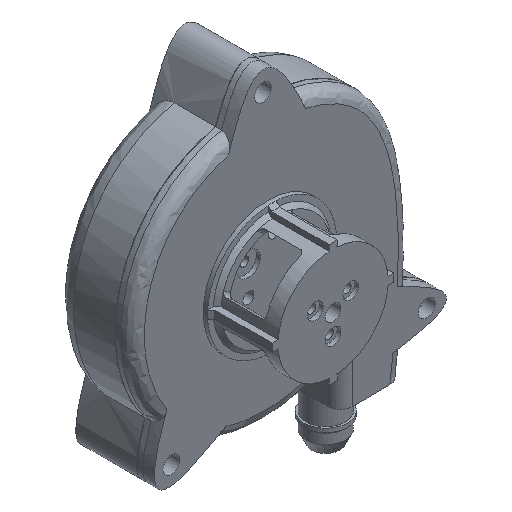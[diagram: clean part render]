
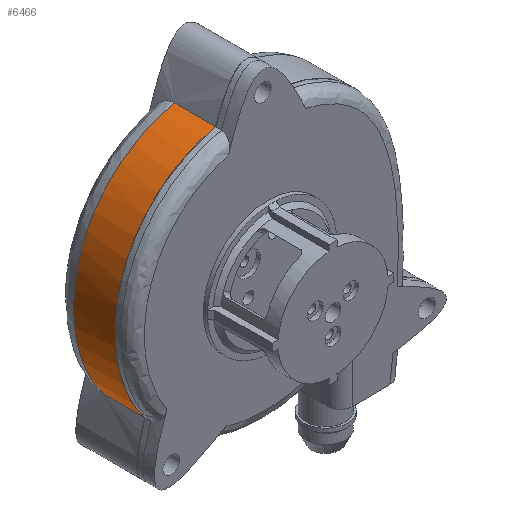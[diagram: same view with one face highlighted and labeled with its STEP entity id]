
A CAD part, isometric view. The second image highlights one B-rep face of the part: STEP entity #6466.
In plain terms, the highlighted free-form (B-spline) face has degree [3, 1] with [40, 2] control points.
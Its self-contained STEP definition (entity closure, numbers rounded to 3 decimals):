
#51=B_SPLINE_SURFACE_WITH_KNOTS('',3,1,((#16996,#16997),(#16998,#16999),
(#17000,#17001),(#17002,#17003),(#17004,#17005),(#17006,#17007),(#17008,
#17009),(#17010,#17011),(#17012,#17013),(#17014,#17015),(#17016,#17017),
(#17018,#17019),(#17020,#17021),(#17022,#17023),(#17024,#17025),(#17026,
#17027),(#17028,#17029),(#17030,#17031),(#17032,#17033),(#17034,#17035),
(#17036,#17037),(#17038,#17039),(#17040,#17041),(#17042,#17043),(#17044,
#17045),(#17046,#17047),(#17048,#17049),(#17050,#17051),(#17052,#17053),
(#17054,#17055),(#17056,#17057),(#17058,#17059),(#17060,#17061),(#17062,
#17063),(#17064,#17065),(#17066,#17067),(#17068,#17069),(#17070,#17071),
(#17072,#17073),(#17074,#17075)),.UNSPECIFIED.,.F.,.F.,.F.,(4,3,3,3,3,3,
3,3,3,3,3,3,3,4),(2,2),(-0.007,0.,0.125,0.227,
0.303,0.378,0.456,0.518,
0.582,0.665,0.735,0.811,
0.898,0.973),(-1.7,0.3),.UNSPECIFIED.);
#382=LINE('',#17077,#773);
#383=LINE('',#17095,#774);
#773=VECTOR('',#7721,10.);
#774=VECTOR('',#7722,10.);
#1310=FACE_OUTER_BOUND('',#1688,.T.);
#1688=EDGE_LOOP('',(#5037,#5038,#5039,#5040));
#2114=B_SPLINE_CURVE_WITH_KNOTS('',3,(#16951,#16952,#16953,#16954,#16955,
#16956,#16957,#16958,#16959,#16960,#16961,#16962,#16963,#16964,#16965),
 .UNSPECIFIED.,.F.,.F.,(4,2,1,2,1,2,1,2,4),(-5.872,-4.632,
-3.888,-2.896,-2.347,-1.615,
-0.913,-0.386,0.),
 .UNSPECIFIED.);
#2117=B_SPLINE_CURVE_WITH_KNOTS('',3,(#17079,#17080,#17081,#17082,#17083,
#17084,#17085,#17086,#17087,#17088,#17089,#17090,#17091,#17092,#17093,#17094),
 .UNSPECIFIED.,.F.,.F.,(4,3,3,3,3,4),(-5.275,-4.133,
-2.629,-1.474,-0.348,0.),
 .UNSPECIFIED.);
#2854=VERTEX_POINT('',#16935);
#2855=VERTEX_POINT('',#16950);
#2857=VERTEX_POINT('',#17076);
#2858=VERTEX_POINT('',#17078);
#3653=EDGE_CURVE('',#2854,#2855,#2114,.T.);
#3656=EDGE_CURVE('',#2854,#2857,#382,.T.);
#3657=EDGE_CURVE('',#2857,#2858,#2117,.T.);
#3658=EDGE_CURVE('',#2858,#2855,#383,.T.);
#5037=ORIENTED_EDGE('',*,*,#3653,.F.);
#5038=ORIENTED_EDGE('',*,*,#3656,.T.);
#5039=ORIENTED_EDGE('',*,*,#3657,.T.);
#5040=ORIENTED_EDGE('',*,*,#3658,.T.);
#6466=ADVANCED_FACE('',(#1310),#51,.T.);
#7721=DIRECTION('',(0.,-1.,0.));
#7722=DIRECTION('',(0.,1.,0.));
#16935=CARTESIAN_POINT('',(-26.874,11.,-20.151));
#16950=CARTESIAN_POINT('',(-8.904,11.,34.89));
#16951=CARTESIAN_POINT('Ctrl Pts',(-26.874,11.,-20.151));
#16952=CARTESIAN_POINT('Ctrl Pts',(-29.911,11.,-16.313));
#16953=CARTESIAN_POINT('Ctrl Pts',(-32.026,11.,-11.888));
#16954=CARTESIAN_POINT('Ctrl Pts',(-33.967,11.,-4.402));
#16955=CARTESIAN_POINT('Ctrl Pts',(-34.879,11.,2.222));
#16956=CARTESIAN_POINT('Ctrl Pts',(-34.087,11.,8.992));
#16957=CARTESIAN_POINT('Ctrl Pts',(-32.382,11.,14.779));
#16958=CARTESIAN_POINT('Ctrl Pts',(-30.467,11.,19.527));
#16959=CARTESIAN_POINT('Ctrl Pts',(-27.489,11.,23.723));
#16960=CARTESIAN_POINT('Ctrl Pts',(-23.443,11.,27.892));
#16961=CARTESIAN_POINT('Ctrl Pts',(-19.486,11.,30.913));
#16962=CARTESIAN_POINT('Ctrl Pts',(-15.123,11.,32.929));
#16963=CARTESIAN_POINT('Ctrl Pts',(-11.775,11.,34.138));
#16964=CARTESIAN_POINT('Ctrl Pts',(-10.341,11.,34.556));
#16965=CARTESIAN_POINT('Ctrl Pts',(-8.904,11.,34.89));
#16996=CARTESIAN_POINT('Ctrl Pts',(33.961,16.,-39.606));
#16997=CARTESIAN_POINT('Ctrl Pts',(33.961,-4.,-39.606));
#16998=CARTESIAN_POINT('Ctrl Pts',(34.07,16.,-38.73));
#16999=CARTESIAN_POINT('Ctrl Pts',(34.07,-4.,-38.73));
#17000=CARTESIAN_POINT('Ctrl Pts',(34.18,16.,-37.855));
#17001=CARTESIAN_POINT('Ctrl Pts',(34.18,-4.,-37.855));
#17002=CARTESIAN_POINT('Ctrl Pts',(34.29,16.,-36.979));
#17003=CARTESIAN_POINT('Ctrl Pts',(34.29,-4.,-36.979));
#17004=CARTESIAN_POINT('Ctrl Pts',(36.158,16.,-22.056));
#17005=CARTESIAN_POINT('Ctrl Pts',(36.158,-4.,-22.056));
#17006=CARTESIAN_POINT('Ctrl Pts',(36.627,16.,-9.467));
#17007=CARTESIAN_POINT('Ctrl Pts',(36.627,-4.,-9.467));
#17008=CARTESIAN_POINT('Ctrl Pts',(35.528,16.,0.876));
#17009=CARTESIAN_POINT('Ctrl Pts',(35.528,-4.,0.876));
#17010=CARTESIAN_POINT('Ctrl Pts',(34.632,16.,9.306));
#17011=CARTESIAN_POINT('Ctrl Pts',(34.632,-4.,9.306));
#17012=CARTESIAN_POINT('Ctrl Pts',(32.7,16.,16.28));
#17013=CARTESIAN_POINT('Ctrl Pts',(32.7,-4.,16.28));
#17014=CARTESIAN_POINT('Ctrl Pts',(29.255,16.,21.823));
#17015=CARTESIAN_POINT('Ctrl Pts',(29.255,-4.,21.823));
#17016=CARTESIAN_POINT('Ctrl Pts',(26.674,16.,25.976));
#17017=CARTESIAN_POINT('Ctrl Pts',(26.674,-4.,25.976));
#17018=CARTESIAN_POINT('Ctrl Pts',(23.193,16.,29.288));
#17019=CARTESIAN_POINT('Ctrl Pts',(23.193,-4.,29.288));
#17020=CARTESIAN_POINT('Ctrl Pts',(18.9,16.,31.634));
#17021=CARTESIAN_POINT('Ctrl Pts',(18.9,-4.,31.634));
#17022=CARTESIAN_POINT('Ctrl Pts',(14.677,16.,33.942));
#17023=CARTESIAN_POINT('Ctrl Pts',(14.677,-4.,33.942));
#17024=CARTESIAN_POINT('Ctrl Pts',(9.678,16.,35.36));
#17025=CARTESIAN_POINT('Ctrl Pts',(9.678,-4.,35.36));
#17026=CARTESIAN_POINT('Ctrl Pts',(4.237,16.,35.811));
#17027=CARTESIAN_POINT('Ctrl Pts',(4.237,-4.,35.811));
#17028=CARTESIAN_POINT('Ctrl Pts',(-1.392,16.,36.278));
#17029=CARTESIAN_POINT('Ctrl Pts',(-1.392,-4.,36.278));
#17030=CARTESIAN_POINT('Ctrl Pts',(-7.495,16.,35.683));
#17031=CARTESIAN_POINT('Ctrl Pts',(-7.495,-4.,35.683));
#17032=CARTESIAN_POINT('Ctrl Pts',(-13.187,16.,33.628));
#17033=CARTESIAN_POINT('Ctrl Pts',(-13.187,-4.,33.628));
#17034=CARTESIAN_POINT('Ctrl Pts',(-17.736,16.,31.986));
#17035=CARTESIAN_POINT('Ctrl Pts',(-17.736,-4.,31.986));
#17036=CARTESIAN_POINT('Ctrl Pts',(-21.999,16.,29.379));
#17037=CARTESIAN_POINT('Ctrl Pts',(-21.999,-4.,29.379));
#17038=CARTESIAN_POINT('Ctrl Pts',(-25.422,16.,25.853));
#17039=CARTESIAN_POINT('Ctrl Pts',(-25.422,-4.,25.853));
#17040=CARTESIAN_POINT('Ctrl Pts',(-28.934,16.,22.236));
#17041=CARTESIAN_POINT('Ctrl Pts',(-28.934,-4.,22.236));
#17042=CARTESIAN_POINT('Ctrl Pts',(-31.529,16.,17.671));
#17043=CARTESIAN_POINT('Ctrl Pts',(-31.529,-4.,17.671));
#17044=CARTESIAN_POINT('Ctrl Pts',(-32.99,16.,12.712));
#17045=CARTESIAN_POINT('Ctrl Pts',(-32.99,-4.,12.712));
#17046=CARTESIAN_POINT('Ctrl Pts',(-34.892,16.,6.258));
#17047=CARTESIAN_POINT('Ctrl Pts',(-34.892,-4.,6.258));
#17048=CARTESIAN_POINT('Ctrl Pts',(-34.895,16.,-0.824));
#17049=CARTESIAN_POINT('Ctrl Pts',(-34.895,-4.,-0.824));
#17050=CARTESIAN_POINT('Ctrl Pts',(-33.239,16.,-7.21));
#17051=CARTESIAN_POINT('Ctrl Pts',(-33.239,-4.,-7.21));
#17052=CARTESIAN_POINT('Ctrl Pts',(-31.844,16.,-12.587));
#17053=CARTESIAN_POINT('Ctrl Pts',(-31.844,-4.,-12.587));
#17054=CARTESIAN_POINT('Ctrl Pts',(-29.276,16.,-17.453));
#17055=CARTESIAN_POINT('Ctrl Pts',(-29.276,-4.,-17.453));
#17056=CARTESIAN_POINT('Ctrl Pts',(-25.91,16.,-21.312));
#17057=CARTESIAN_POINT('Ctrl Pts',(-25.91,-4.,-21.312));
#17058=CARTESIAN_POINT('Ctrl Pts',(-22.217,16.,-25.547));
#17059=CARTESIAN_POINT('Ctrl Pts',(-22.217,-4.,-25.547));
#17060=CARTESIAN_POINT('Ctrl Pts',(-17.592,16.,-28.568));
#17061=CARTESIAN_POINT('Ctrl Pts',(-17.592,-4.,-28.568));
#17062=CARTESIAN_POINT('Ctrl Pts',(-12.709,16.,-30.354));
#17063=CARTESIAN_POINT('Ctrl Pts',(-12.709,-4.,-30.354));
#17064=CARTESIAN_POINT('Ctrl Pts',(-7.221,16.,-32.363));
#17065=CARTESIAN_POINT('Ctrl Pts',(-7.221,-4.,-32.363));
#17066=CARTESIAN_POINT('Ctrl Pts',(-1.436,16.,-32.873));
#17067=CARTESIAN_POINT('Ctrl Pts',(-1.436,-4.,-32.873));
#17068=CARTESIAN_POINT('Ctrl Pts',(4.152,16.,-32.116));
#17069=CARTESIAN_POINT('Ctrl Pts',(4.152,-4.,-32.116));
#17070=CARTESIAN_POINT('Ctrl Pts',(9.043,16.,-31.453));
#17071=CARTESIAN_POINT('Ctrl Pts',(9.043,-4.,-31.453));
#17072=CARTESIAN_POINT('Ctrl Pts',(13.793,16.,-29.812));
#17073=CARTESIAN_POINT('Ctrl Pts',(13.793,-4.,-29.812));
#17074=CARTESIAN_POINT('Ctrl Pts',(18.313,16.,-27.269));
#17075=CARTESIAN_POINT('Ctrl Pts',(18.313,-4.,-27.269));
#17076=CARTESIAN_POINT('',(-26.874,0.5,-20.151));
#17077=CARTESIAN_POINT('',(-26.874,16.,-20.151));
#17078=CARTESIAN_POINT('',(-8.904,0.5,34.89));
#17079=CARTESIAN_POINT('Ctrl Pts',(-26.874,0.5,
-20.151));
#17080=CARTESIAN_POINT('Ctrl Pts',(-29.767,0.5,
-16.496));
#17081=CARTESIAN_POINT('Ctrl Pts',(-31.981,0.5,
-12.061));
#17082=CARTESIAN_POINT('Ctrl Pts',(-33.239,0.5,
-7.21));
#17083=CARTESIAN_POINT('Ctrl Pts',(-34.895,0.5,
-0.824));
#17084=CARTESIAN_POINT('Ctrl Pts',(-34.892,0.5,
6.258));
#17085=CARTESIAN_POINT('Ctrl Pts',(-32.99,0.5,
12.712));
#17086=CARTESIAN_POINT('Ctrl Pts',(-31.529,0.5,
17.671));
#17087=CARTESIAN_POINT('Ctrl Pts',(-28.934,0.5,
22.236));
#17088=CARTESIAN_POINT('Ctrl Pts',(-25.422,0.5,25.853));
#17089=CARTESIAN_POINT('Ctrl Pts',(-21.999,0.5,
29.379));
#17090=CARTESIAN_POINT('Ctrl Pts',(-17.736,0.5,
31.986));
#17091=CARTESIAN_POINT('Ctrl Pts',(-13.187,0.5,
33.628));
#17092=CARTESIAN_POINT('Ctrl Pts',(-11.78,0.5,
34.136));
#17093=CARTESIAN_POINT('Ctrl Pts',(-10.348,0.5,
34.555));
#17094=CARTESIAN_POINT('Ctrl Pts',(-8.904,0.5,
34.89));
#17095=CARTESIAN_POINT('',(-8.904,16.,34.89));
